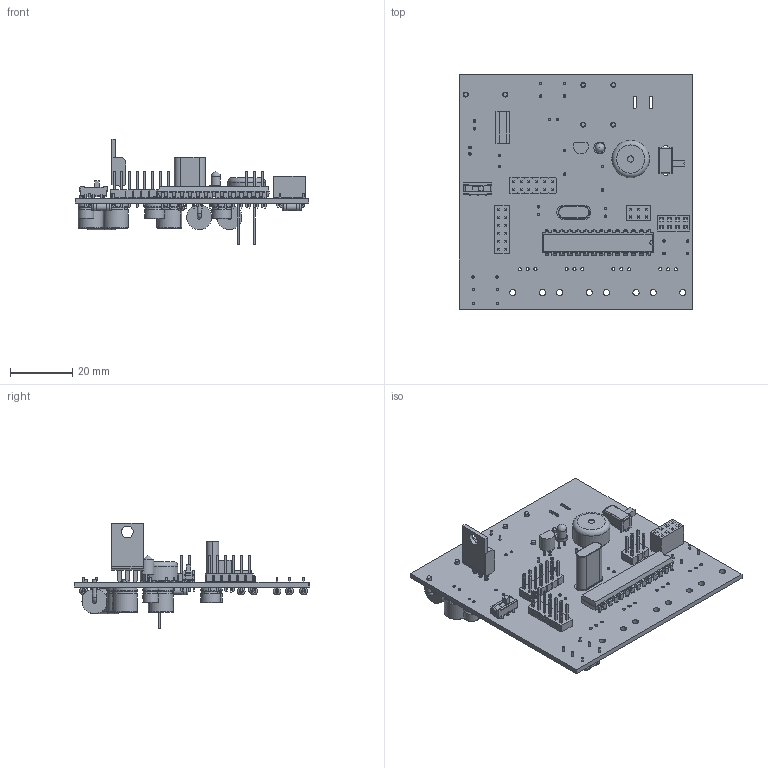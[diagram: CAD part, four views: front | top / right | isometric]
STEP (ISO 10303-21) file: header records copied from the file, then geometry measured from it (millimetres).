
FILE_DESCRIPTION(('KiCad electronic assembly'),'2;1');
FILE_NAME('sst_v2.step','2024-05-06T12:22:02',('Pcbnew'),('Kicad'), 'Open CASCADE STEP processor 7.7','KiCad to STEP converter','Unknown' );
FILE_SCHEMA(('AUTOMOTIVE_DESIGN { 1 0 10303 214 1 1 1 1 }'));
Length unit declared in the file: millimetre
Products named in the file (36): sst_v2 1; PinHeader_2x06_P2.54mm_Vertical; PinHeader_2x06_P254mm_Vertical; SW_CK_JS202011CQN_DPDT_Straight; CuK_JS202011CQN_DPDT_straight; LED_D3.0mm; TO-92; TO-92_Narrow; DIP-28_W7.62mm; PinSocket_2x04_P2.54mm_Vertical; PinSocket_2x04_P254mm_Vertical; Crystal_HC49-U_Vertical; TO-220-3_Vertical; SW_Slide_SPDT_Angled_CK_OS102011MA1Q; PinHeader_2x03_P2.54mm_Vertical; PinHeader_2x03_P254mm_Vertical; Buzzer_TDK_PS1240P02BT_D12.2mm_H6.5mm; Buzzer_TDK_PS1240P02BT_D122mm_H65mm; R_Axial_DIN0207_L6.3mm_D2.5mm_P7.62mm_Horizontal; R_Axial_DIN0207_L63mm_D25mm_P762mm_Horizontal; CP_Radial_D8.0mm_P2.50mm; CP_Radial_D80mm_P250mm; D_5KPW_P12.70mm_Horizontal; CP_Radial_D8.0mm_P3.50mm; CP_Radial_D80mm_P350mm; C_Radial_D6.3mm_H5.0mm_P2.50mm; C_Radial_D63mm_H50mm_P250mm; CP_Radial_D5.0mm_P2.00mm; CP_Radial_D50mm_P200mm; sst_v2_PCB
Assembly tree (48 placements, depth 3):
  sst_v2 1
    PinHeader_2x06_P2.54mm_Vertical  x2
      PinHeader_2x06_P254mm_Vertical
    SW_CK_JS202011CQN_DPDT_Straight
      CuK_JS202011CQN_DPDT_straight
    LED_D3.0mm
      LED_D3.0mm
    TO-92
      TO-92_Narrow
    DIP-28_W7.62mm
      DIP-28_W7.62mm
    PinSocket_2x04_P2.54mm_Vertical
      PinSocket_2x04_P254mm_Vertical
    Crystal_HC49-U_Vertical
      Crystal_HC49-U_Vertical
    TO-220-3_Vertical
      TO-220-3_Vertical
    SW_Slide_SPDT_Angled_CK_OS102011MA1Q
      SW_Slide_SPDT_Angled_CK_OS102011MA1Q
    PinHeader_2x03_P2.54mm_Vertical
      PinHeader_2x03_P254mm_Vertical
    Buzzer_TDK_PS1240P02BT_D12.2mm_H6.5mm
      Buzzer_TDK_PS1240P02BT_D122mm_H65mm
    R_Axial_DIN0207_L6.3mm_D2.5mm_P7.62mm_Horizontal  x9
      R_Axial_DIN0207_L63mm_D25mm_P762mm_Horizontal
    CP_Radial_D8.0mm_P2.50mm  x2
      CP_Radial_D80mm_P250mm
    D_5KPW_P12.70mm_Horizontal  x3
      D_5KPW_P12.70mm_Horizontal
    CP_Radial_D8.0mm_P3.50mm
      CP_Radial_D80mm_P350mm
    C_Radial_D6.3mm_H5.0mm_P2.50mm  x2
      C_Radial_D63mm_H50mm_P250mm
    CP_Radial_D5.0mm_P2.00mm
      CP_Radial_D50mm_P200mm
    sst_v2_PCB
Bounding box: 75 x 75.5 x 33.77 mm (x, y, z)
Volume: 15793.7 mm3; surface area: 21042.1 mm2
Topology: 36 solids, 42 shells, 2523 faces, 6169 edges, 3898 vertices
Faces by surface type: plane 1981, cylinder 380, bspline 74, torus 60, revolution 27, sphere 1
Full cylindrical faces by diameter (mm): 0.5 x10, 0.6 x22, 0.65 x2, 0.75 x3, 0.8 x60, 0.9 x11, 1 x52, 1.1 x3, 1.3 x12, 1.5 x2, 1.6 x6, 2 x9, 2.25 x9, 2.5 x18, 3 x1, 3.735 x1, 4.41 x6, 6.3 x4, 8 x6, 8.02 x3, 12 x1
Entity records: 77290 total; most frequent: CARTESIAN_POINT 13949, ORIENTED_EDGE 10288, DIRECTION 9770, EDGE_CURVE 5144, LINE 4307, VECTOR 4307, VERTEX_POINT 3264, AXIS2_PLACEMENT_3D 2722
